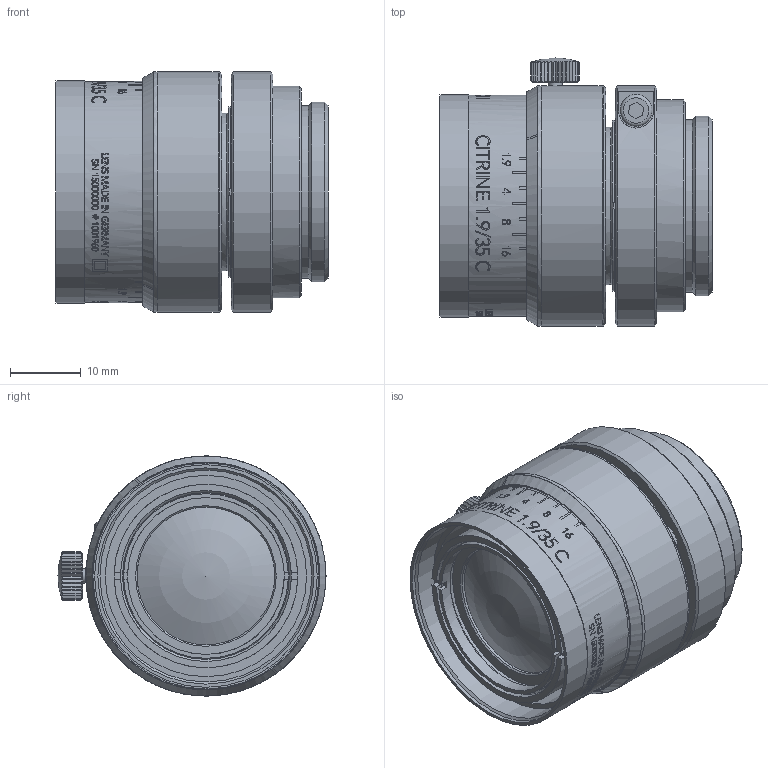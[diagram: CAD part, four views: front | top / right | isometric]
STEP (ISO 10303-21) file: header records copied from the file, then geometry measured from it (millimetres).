
FILE_DESCRIPTION(/* description */ (''),/* implementation_level */ '2;1');
FILE_NAME(/* name */ '1001960_00165487_001.stp',/* time_stamp */ '2021-10-19T13:16:04+02:00',/* author */ (''),/* organization */ (''),/* preprocessor_version */ 'ST-DEVELOPER v16',/* originating_system */ 'SIEMENS PLM Software NX 10.0',/* authorisation */ '');
FILE_SCHEMA (('AP203_CONFIGURATION_CONTROLLED_3D_DESIGN_OF_MECHANICAL_PARTS_AND_ASSEMBLIES_MIM_LF { 1 0 10303 403 2 1 2}'));
Length unit declared in the file: millimetre
Products named in the file (1): Froe01707FCD7pkm
Bounding box: 38.51 x 37.94 x 34 mm (x, y, z)
Volume: 23475.6 mm3; surface area: 12822 mm2
Topology: 1 solids, 7 shells, 508 faces, 1722 edges, 1345 vertices
Faces by surface type: plane 220, cylinder 219, cone 57, torus 9, sphere 3
Full cylindrical faces by diameter (mm): 0.8 x2, 1.1 x1, 1.7 x3, 1.9 x3, 2 x1, 2.5 x2, 2.7 x3, 2.8 x1, 4.5 x1, 10 x1, 11.5 x1, 14 x1, 18.1 x1, 19.5 x2, 20 x1, 22.2 x1, 22.3 x1, 22.5 x1, 23 x2, 23.3 x1, 24.2 x1, 24.4 x1, 24.759 x1, 25.4 x1, 26 x1, 28.5 x1, 30 x2, 30.6 x1, 31.3 x2, 31.5 x1
Entity records: 21055 total; most frequent: CARTESIAN_POINT 7383, ORIENTED_EDGE 3175, DIRECTION 2120, EDGE_CURVE 1607, VERTEX_POINT 1313, AXIS2_PLACEMENT_3D 870, B_SPLINE_CURVE_WITH_KNOTS 828, EDGE_LOOP 753
